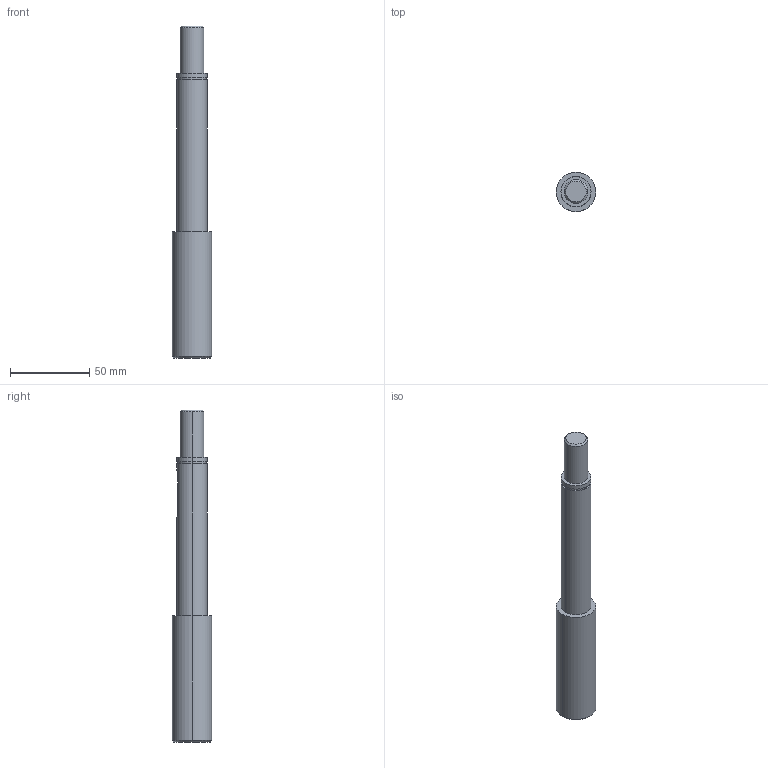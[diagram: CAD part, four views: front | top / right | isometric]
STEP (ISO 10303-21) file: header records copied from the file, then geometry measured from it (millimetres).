
FILE_DESCRIPTION (( 'STEP AP203' ), '1' );
FILE_NAME ('800.040.065.STEP', '2022-03-01T15:12:48', ( '' ), ( '' ), 'SwSTEP 2.0', 'SolidWorks 2018', '' );
FILE_SCHEMA (( 'CONFIG_CONTROL_DESIGN' ));
Length unit declared in the file: millimetre
Products named in the file (1): 800.040.065
Bounding box: 25 x 25 x 210 mm (x, y, z)
Volume: 72249.2 mm3; surface area: 14828.7 mm2
Topology: 1 solids, 1 shells, 26 faces, 53 edges, 34 vertices
Faces by surface type: cylinder 13, plane 9, cone 4
Entity records: 826 total; most frequent: CARTESIAN_POINT 177, DIRECTION 131, ORIENTED_EDGE 106, AXIS2_PLACEMENT_3D 54, EDGE_CURVE 53, VERTEX_POINT 34, EDGE_LOOP 31, CIRCLE 27
